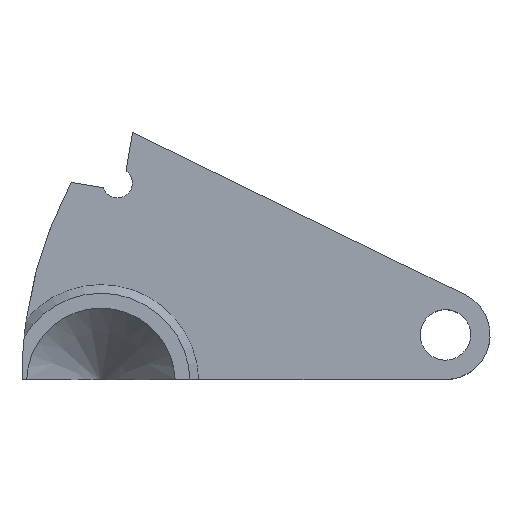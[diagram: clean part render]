
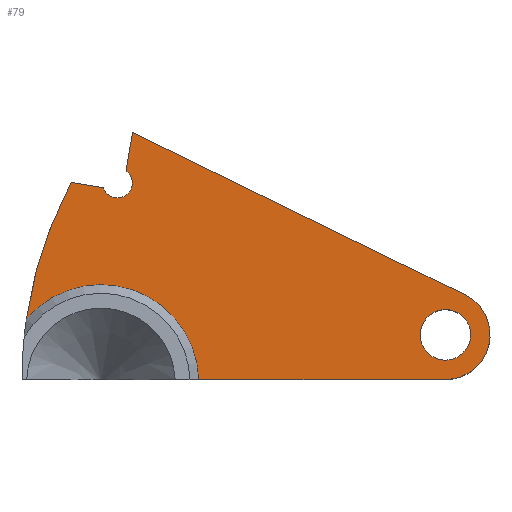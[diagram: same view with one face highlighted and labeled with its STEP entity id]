
A CAD part, top view. The second image highlights one B-rep face of the part: STEP entity #79.
In plain terms, the highlighted planar face has unit normal (0, 0, 1).
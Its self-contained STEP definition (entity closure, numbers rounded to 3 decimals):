
#79 = ADVANCED_FACE( '', ( #98, #99 ), #100, .F. );
#98 = FACE_OUTER_BOUND( '', #127, .T. );
#99 = FACE_BOUND( '', #128, .T. );
#100 = PLANE( '', #129 );
#127 = EDGE_LOOP( '', ( #181, #182, #183, #184, #185, #186, #187, #188 ) );
#128 = EDGE_LOOP( '', ( #189 ) );
#129 = AXIS2_PLACEMENT_3D( '', #190, #191, #192 );
#181 = ORIENTED_EDGE( '', *, *, #270, .F. );
#182 = ORIENTED_EDGE( '', *, *, #271, .T. );
#183 = ORIENTED_EDGE( '', *, *, #263, .F. );
#184 = ORIENTED_EDGE( '', *, *, #269, .F. );
#185 = ORIENTED_EDGE( '', *, *, #272, .T. );
#186 = ORIENTED_EDGE( '', *, *, #273, .F. );
#187 = ORIENTED_EDGE( '', *, *, #262, .F. );
#188 = ORIENTED_EDGE( '', *, *, #274, .F. );
#189 = ORIENTED_EDGE( '', *, *, #275, .T. );
#190 = CARTESIAN_POINT( '', ( -11.044, 0.159, 5. ) );
#191 = DIRECTION( '', ( 0., 0., -1. ) );
#192 = DIRECTION( '', ( -1., 0., 0. ) );
#262 = EDGE_CURVE( '', #303, #301, #305, .T. );
#263 = EDGE_CURVE( '', #306, #307, #308, .T. );
#269 = EDGE_CURVE( '', #315, #306, #317, .T. );
#270 = EDGE_CURVE( '', #318, #319, #320, .T. );
#271 = EDGE_CURVE( '', #318, #307, #321, .T. );
#272 = EDGE_CURVE( '', #315, #322, #323, .T. );
#273 = EDGE_CURVE( '', #301, #322, #324, .T. );
#274 = EDGE_CURVE( '', #319, #303, #325, .T. );
#275 = EDGE_CURVE( '', #326, #326, #327, .T. );
#301 = VERTEX_POINT( '', #361 );
#303 = VERTEX_POINT( '', #364 );
#305 = CIRCLE( '', #367, 3. );
#306 = VERTEX_POINT( '', #368 );
#307 = VERTEX_POINT( '', #369 );
#308 = LINE( '', #370, #371 );
#315 = VERTEX_POINT( '', #381 );
#317 = CIRCLE( '', #389, 28. );
#318 = VERTEX_POINT( '', #390 );
#319 = VERTEX_POINT( '', #391 );
#320 = LINE( '', #392, #393 );
#321 = CIRCLE( '', #394, 1. );
#322 = VERTEX_POINT( '', #395 );
#323 = CIRCLE( '', #396, 6.577 );
#324 = LINE( '', #397, #398 );
#325 = LINE( '', #399, #400 );
#326 = VERTEX_POINT( '', #401 );
#327 = CIRCLE( '', #402, 1.7 );
#361 = CARTESIAN_POINT( '', ( 12.137, -6.219, 5. ) );
#364 = CARTESIAN_POINT( '', ( 13.454, -0.524, 5. ) );
#367 = AXIS2_PLACEMENT_3D( '', #489, #490, #491 );
#368 = CARTESIAN_POINT( '', ( -13.039, 7.035, 5. ) );
#369 = CARTESIAN_POINT( '', ( -10.878, 6.677, 5. ) );
#370 = CARTESIAN_POINT( '', ( -11.306, 6.748, 5. ) );
#371 = VECTOR( '', #492, 1000. );
#381 = CARTESIAN_POINT( '', ( -16.065, -2.17, 5. ) );
#389 = AXIS2_PLACEMENT_3D( '', #499, #500, #501 );
#390 = CARTESIAN_POINT( '', ( -9.348, 7.814, 5. ) );
#391 = CARTESIAN_POINT( '', ( -8.919, 10.407, 5. ) );
#392 = CARTESIAN_POINT( '', ( -9.246, 8.433, 5. ) );
#393 = VECTOR( '', #502, 1000. );
#394 = AXIS2_PLACEMENT_3D( '', #503, #504, #505 );
#395 = CARTESIAN_POINT( '', ( -4.47, -6.219, 5. ) );
#396 = AXIS2_PLACEMENT_3D( '', #506, #507, #508 );
#397 = CARTESIAN_POINT( '', ( 3.834, -6.219, 5. ) );
#398 = VECTOR( '', #509, 1000. );
#399 = CARTESIAN_POINT( '', ( 2.268, 4.941, 5. ) );
#400 = VECTOR( '', #510, 1000. );
#401 = CARTESIAN_POINT( '', ( 13.814, -3.497, 5. ) );
#402 = AXIS2_PLACEMENT_3D( '', #511, #512, #513 );
#489 = CARTESIAN_POINT( '', ( 12.137, -3.219, 5. ) );
#490 = DIRECTION( '', ( 0., 0., -1. ) );
#491 = DIRECTION( '', ( 0.987, -0.163, 0. ) );
#492 = DIRECTION( '', ( 0.987, -0.163, 0. ) );
#499 = CARTESIAN_POINT( '', ( 11.646, -6.179, 5. ) );
#500 = DIRECTION( '', ( 0., 0., -1. ) );
#501 = DIRECTION( '', ( 0.987, -0.163, 0. ) );
#502 = DIRECTION( '', ( 0.163, 0.987, 0. ) );
#503 = CARTESIAN_POINT( '', ( -9.932, 7.002, 5. ) );
#504 = DIRECTION( '', ( 0., 0., -1. ) );
#505 = DIRECTION( '', ( 1., 0., 0. ) );
#506 = CARTESIAN_POINT( '', ( -11.044, -6.418, 5. ) );
#507 = DIRECTION( '', ( 0., 0., -1. ) );
#508 = DIRECTION( '', ( 0.987, -0.163, 0. ) );
#509 = DIRECTION( '', ( -1., 0., 0. ) );
#510 = DIRECTION( '', ( 0.898, -0.439, 0. ) );
#511 = CARTESIAN_POINT( '', ( 12.137, -3.219, 5. ) );
#512 = DIRECTION( '', ( 0., 0., -1. ) );
#513 = DIRECTION( '', ( 0.987, -0.163, 0. ) );
